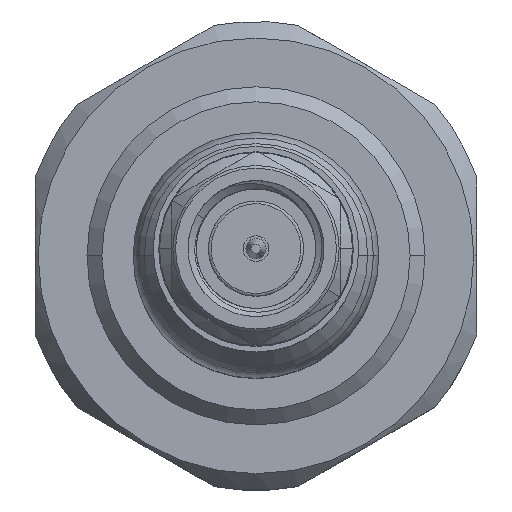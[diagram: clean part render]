
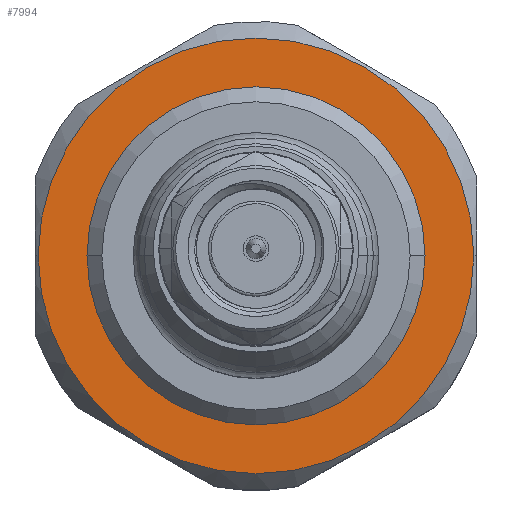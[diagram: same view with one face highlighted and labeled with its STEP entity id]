
A CAD part, top view. The second image highlights one B-rep face of the part: STEP entity #7994.
In plain terms, the highlighted face is planar.
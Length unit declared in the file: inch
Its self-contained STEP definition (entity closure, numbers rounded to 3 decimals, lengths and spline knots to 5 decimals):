
#85 = DIRECTION ( 'NONE',  ( 0., 0., 1. ) ) ;
#126 = AXIS2_PLACEMENT_3D ( 'NONE', #1786, #10251, #11296 ) ;
#326 = DIRECTION ( 'NONE',  ( -1., 0., 0. ) ) ;
#357 = CARTESIAN_POINT ( 'NONE',  ( 0.66917, 0., -0.40053 ) ) ;
#582 = EDGE_CURVE ( 'NONE', #6851, #8269, #10390, .T. ) ;
#1570 = DIRECTION ( 'NONE',  ( -1., 0., 0. ) ) ;
#1786 = CARTESIAN_POINT ( 'NONE',  ( 0.66917, 0., 0. ) ) ;
#2820 = ORIENTED_EDGE ( 'NONE', *, *, #5459, .T. ) ;
#2878 = DIRECTION ( 'NONE',  ( 1., 0., 0. ) ) ;
#3001 = DIRECTION ( 'NONE',  ( 0., 0., -1. ) ) ;
#3062 = CARTESIAN_POINT ( 'NONE',  ( 0.66917, 0., -0.31084 ) ) ;
#3697 = ORIENTED_EDGE ( 'NONE', *, *, #7040, .T. ) ;
#4664 = ORIENTED_EDGE ( 'NONE', *, *, #11219, .T. ) ;
#4686 = CIRCLE ( 'NONE', #11562, 0.40053 ) ;
#5435 = DIRECTION ( 'NONE',  ( 0., 0., 1. ) ) ;
#5459 = EDGE_CURVE ( 'NONE', #7324, #10154, #4686, .T. ) ;
#5715 = FACE_BOUND ( 'NONE', #10642, .T. ) ;
#6214 = CIRCLE ( 'NONE', #11700, 0.40053 ) ;
#6851 = VERTEX_POINT ( 'NONE', #3062 ) ;
#7040 = EDGE_CURVE ( 'NONE', #8269, #6851, #10195, .T. ) ;
#7144 = DIRECTION ( 'NONE',  ( 0., 0., -1. ) ) ;
#7235 = AXIS2_PLACEMENT_3D ( 'NONE', #7764, #326, #85 ) ;
#7324 = VERTEX_POINT ( 'NONE', #11161 ) ;
#7645 = EDGE_LOOP ( 'NONE', ( #2820, #4664 ) ) ;
#7764 = CARTESIAN_POINT ( 'NONE',  ( 0.66917, 0., 0. ) ) ;
#7994 = ADVANCED_FACE ( 'NONE', ( #5715, #11111 ), #10194, .T. ) ;
#8064 = DIRECTION ( 'NONE',  ( 1., 0., 0. ) ) ;
#8180 = CARTESIAN_POINT ( 'NONE',  ( 0.66917, 0., 0. ) ) ;
#8269 = VERTEX_POINT ( 'NONE', #9378 ) ;
#9131 = ORIENTED_EDGE ( 'NONE', *, *, #582, .T. ) ;
#9378 = CARTESIAN_POINT ( 'NONE',  ( 0.66917, 0., 0.31084 ) ) ;
#9622 = AXIS2_PLACEMENT_3D ( 'NONE', #10104, #1570, #5435 ) ;
#10104 = CARTESIAN_POINT ( 'NONE',  ( 0.66917, 0., 0. ) ) ;
#10154 = VERTEX_POINT ( 'NONE', #357 ) ;
#10194 = PLANE ( 'NONE',  #126 ) ;
#10195 = CIRCLE ( 'NONE', #7235, 0.31084 ) ;
#10251 = DIRECTION ( 'NONE',  ( 1., 0., 0. ) ) ;
#10390 = CIRCLE ( 'NONE', #9622, 0.31084 ) ;
#10438 = CARTESIAN_POINT ( 'NONE',  ( 0.66917, 0., 0. ) ) ;
#10642 = EDGE_LOOP ( 'NONE', ( #3697, #9131 ) ) ;
#11111 = FACE_OUTER_BOUND ( 'NONE', #7645, .T. ) ;
#11161 = CARTESIAN_POINT ( 'NONE',  ( 0.66917, 0., 0.40053 ) ) ;
#11219 = EDGE_CURVE ( 'NONE', #10154, #7324, #6214, .T. ) ;
#11296 = DIRECTION ( 'NONE',  ( 0., 0., -1. ) ) ;
#11562 = AXIS2_PLACEMENT_3D ( 'NONE', #8180, #8064, #7144 ) ;
#11700 = AXIS2_PLACEMENT_3D ( 'NONE', #10438, #2878, #3001 ) ;
